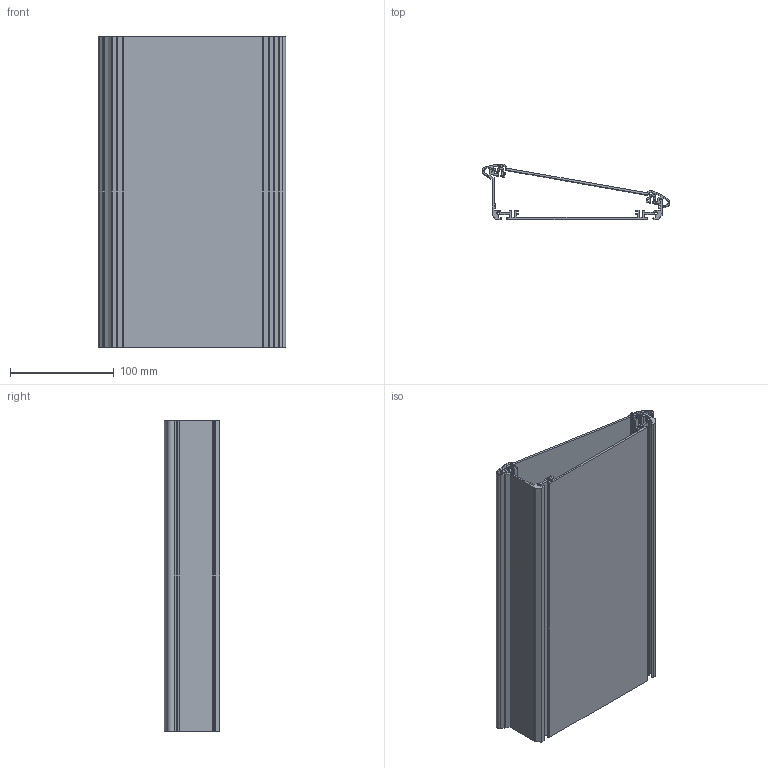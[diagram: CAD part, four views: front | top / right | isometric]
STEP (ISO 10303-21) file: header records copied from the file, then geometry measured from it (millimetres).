
FILE_DESCRIPTION((''),'2;1');
FILE_NAME('92850300_ATPH1850-0300.stp','2013-04-22T14:05:29',('kleemann'),(''),'Autodesk Inventor 2013','Autodesk Inventor 2013','');
FILE_SCHEMA(('AUTOMOTIVE_DESIGN { 1 0 10303 214 1 1 1 1 }'));
Length unit declared in the file: millimetre
Products named in the file (3): 92850300_ATPH1850-0300; 1009505_3DSYM03; 1009506_3DSYM
Assembly tree (2 placements, depth 2):
  92850300_ATPH1850-0300
    1009505_3DSYM03
    1009506_3DSYM
Bounding box: 181.14 x 53.23 x 300 mm (x, y, z)
Volume: 328115.3 mm3; surface area: 348218.1 mm2
Topology: 2 solids, 2 shells, 566 faces, 1686 edges, 1124 vertices
Faces by surface type: plane 369, cylinder 197
Entity records: 19082 total; most frequent: CARTESIAN_POINT 3381, ORIENTED_EDGE 3372, DIRECTION 3222, EDGE_CURVE 1686, VECTOR 1292, LINE 1292, VERTEX_POINT 1124, AXIS2_PLACEMENT_3D 965
